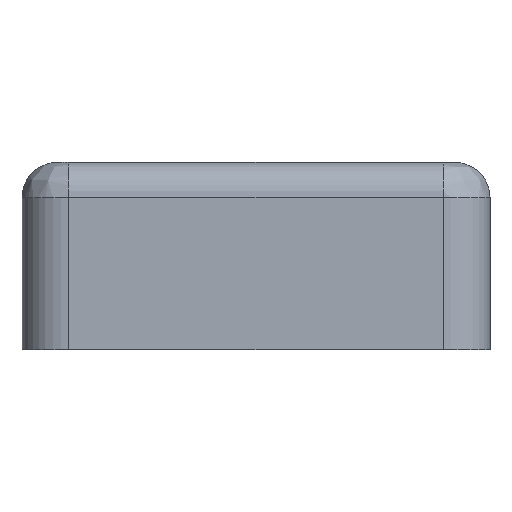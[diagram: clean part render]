
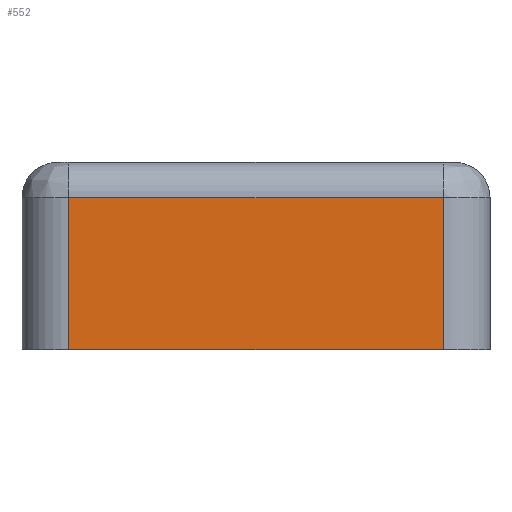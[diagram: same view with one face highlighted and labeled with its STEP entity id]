
A CAD part, front view. The second image highlights one B-rep face of the part: STEP entity #552.
In plain terms, the highlighted planar face has unit normal (0, -1, 0).
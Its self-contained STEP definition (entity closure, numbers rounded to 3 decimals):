
#333 = CARTESIAN_POINT ( 'NONE',  ( -20., -40., 0. ) ) ;
#552 = ADVANCED_FACE ( 'NONE', ( #11153 ), #13721, .F. ) ;
#797 = CARTESIAN_POINT ( 'NONE',  ( 16., -40., 0. ) ) ;
#2027 = EDGE_CURVE ( 'NONE', #7598, #12368, #5619, .T. ) ;
#2861 = DIRECTION ( 'NONE',  ( 0., 1., 0. ) ) ;
#2902 = ORIENTED_EDGE ( 'NONE', *, *, #2027, .F. ) ;
#3944 = DIRECTION ( 'NONE',  ( -1., 0., 0. ) ) ;
#4229 = AXIS2_PLACEMENT_3D ( 'NONE', #10129, #2861, #11325 ) ;
#5019 = CARTESIAN_POINT ( 'NONE',  ( -16., -40., 13. ) ) ;
#5224 = ORIENTED_EDGE ( 'NONE', *, *, #6074, .F. ) ;
#5619 = LINE ( 'NONE', #333, #11707 ) ;
#5646 = DIRECTION ( 'NONE',  ( 0., 0., -1. ) ) ;
#5999 = CARTESIAN_POINT ( 'NONE',  ( 20., -40., 13. ) ) ;
#6074 = EDGE_CURVE ( 'NONE', #7695, #7598, #11482, .T. ) ;
#6088 = CARTESIAN_POINT ( 'NONE',  ( 16., -40., 13. ) ) ;
#6412 = LINE ( 'NONE', #10918, #12490 ) ;
#6997 = LINE ( 'NONE', #5999, #9858 ) ;
#7280 = EDGE_CURVE ( 'NONE', #12368, #10971, #6412, .T. ) ;
#7598 = VERTEX_POINT ( 'NONE', #797 ) ;
#7667 = CARTESIAN_POINT ( 'NONE',  ( -16., -40., 0. ) ) ;
#7695 = VERTEX_POINT ( 'NONE', #6088 ) ;
#8190 = ORIENTED_EDGE ( 'NONE', *, *, #7280, .F. ) ;
#8235 = VECTOR ( 'NONE', #5646, 1000. ) ;
#8592 = EDGE_CURVE ( 'NONE', #10971, #7695, #6997, .T. ) ;
#9858 = VECTOR ( 'NONE', #14512, 1000. ) ;
#10129 = CARTESIAN_POINT ( 'NONE',  ( -20., -40., 16. ) ) ;
#10489 = CARTESIAN_POINT ( 'NONE',  ( 16., -40., 16. ) ) ;
#10918 = CARTESIAN_POINT ( 'NONE',  ( -16., -40., 16. ) ) ;
#10971 = VERTEX_POINT ( 'NONE', #5019 ) ;
#11153 = FACE_OUTER_BOUND ( 'NONE', #12595, .T. ) ;
#11325 = DIRECTION ( 'NONE',  ( 0., 0., 1. ) ) ;
#11482 = LINE ( 'NONE', #10489, #8235 ) ;
#11707 = VECTOR ( 'NONE', #3944, 1000. ) ;
#12160 = DIRECTION ( 'NONE',  ( 0., 0., 1. ) ) ;
#12368 = VERTEX_POINT ( 'NONE', #7667 ) ;
#12376 = ORIENTED_EDGE ( 'NONE', *, *, #8592, .F. ) ;
#12490 = VECTOR ( 'NONE', #12160, 1000. ) ;
#12595 = EDGE_LOOP ( 'NONE', ( #12376, #8190, #2902, #5224 ) ) ;
#13721 = PLANE ( 'NONE',  #4229 ) ;
#14512 = DIRECTION ( 'NONE',  ( 1., 0., 0. ) ) ;
